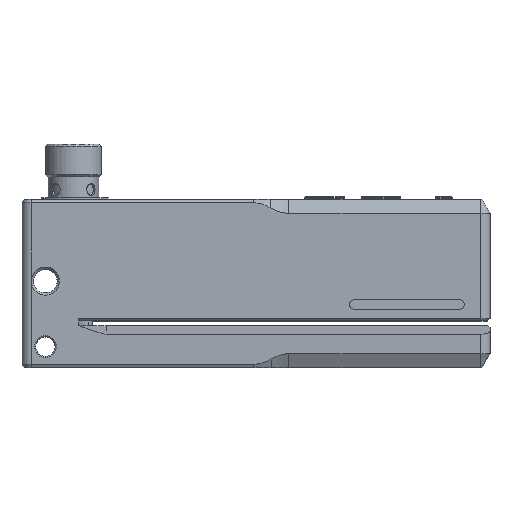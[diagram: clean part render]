
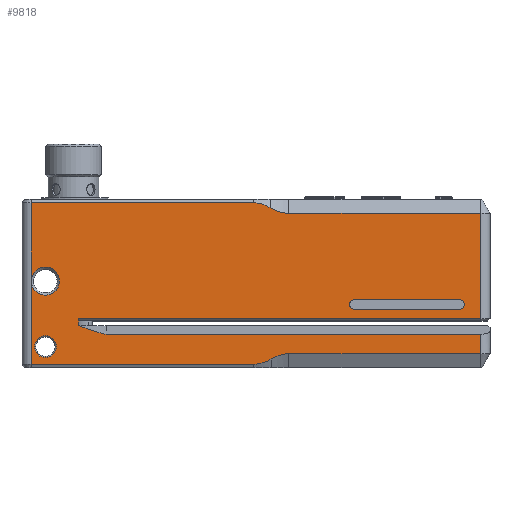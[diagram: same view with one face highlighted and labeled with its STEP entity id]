
A CAD part, top view. The second image highlights one B-rep face of the part: STEP entity #9818.
In plain terms, the highlighted planar face has unit normal (0, 0, 1).
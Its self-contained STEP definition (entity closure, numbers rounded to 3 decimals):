
#146=(
BOUNDED_CURVE()
B_SPLINE_CURVE(2,(#14744,#14745,#14746),.UNSPECIFIED.,.F.,.F.)
B_SPLINE_CURVE_WITH_KNOTS((3,3),(0.619,1.238),
 .UNSPECIFIED.)
CURVE()
GEOMETRIC_REPRESENTATION_ITEM()
RATIONAL_B_SPLINE_CURVE((3.5,3.5,1.))
REPRESENTATION_ITEM('')
);
#148=ELLIPSE('',#10457,27.152,13.576);
#149=ELLIPSE('',#10458,23.973,11.986);
#150=ELLIPSE('',#10459,25.563,12.781);
#151=ELLIPSE('',#10460,25.563,12.781);
#399=CIRCLE('',#10417,3.);
#402=CIRCLE('',#10420,3.);
#413=CIRCLE('',#10441,1.);
#414=CIRCLE('',#10444,1.);
#419=CIRCLE('',#10461,2.317);
#754=FACE_BOUND('',#1517,.T.);
#755=FACE_BOUND('',#1518,.T.);
#936=FACE_OUTER_BOUND('',#1516,.T.);
#1516=EDGE_LOOP('',(#6781,#6782,#6783,#6784,#6785,#6786,#6787,#6788,#6789,
#6790,#6791,#6792,#6793,#6794,#6795,#6796,#6797,#6798,#6799,#6800));
#1517=EDGE_LOOP('',(#6801));
#1518=EDGE_LOOP('',(#6802,#6803,#6804,#6805));
#2259=LINE('',#14563,#3189);
#2263=LINE('',#14571,#3193);
#2274=LINE('',#14596,#3204);
#2293=LINE('',#14672,#3223);
#2297=LINE('',#14681,#3227);
#2310=LINE('',#14719,#3240);
#2313=LINE('',#14728,#3243);
#2314=LINE('',#14730,#3244);
#2315=LINE('',#14732,#3245);
#2316=LINE('',#14738,#3246);
#2317=LINE('',#14740,#3247);
#2318=LINE('',#14742,#3248);
#2319=LINE('',#14748,#3249);
#2320=LINE('',#14749,#3250);
#2321=LINE('',#14750,#3251);
#3189=VECTOR('',#11716,10.);
#3193=VECTOR('',#11722,10.);
#3204=VECTOR('',#11741,10.);
#3223=VECTOR('',#11822,10.);
#3227=VECTOR('',#11832,10.);
#3240=VECTOR('',#11871,10.);
#3243=VECTOR('',#11880,10.);
#3244=VECTOR('',#11881,10.);
#3245=VECTOR('',#11882,10.);
#3246=VECTOR('',#11887,10.);
#3247=VECTOR('',#11888,10.);
#3248=VECTOR('',#11889,10.);
#3249=VECTOR('',#11890,10.);
#3250=VECTOR('',#11891,10.);
#3251=VECTOR('',#11892,10.);
#4042=VERTEX_POINT('',#14560);
#4043=VERTEX_POINT('',#14562);
#4046=VERTEX_POINT('',#14570);
#4055=VERTEX_POINT('',#14593);
#4061=VERTEX_POINT('',#14614);
#4062=VERTEX_POINT('',#14615);
#4081=VERTEX_POINT('',#14670);
#4082=VERTEX_POINT('',#14671);
#4083=VERTEX_POINT('',#14676);
#4084=VERTEX_POINT('',#14680);
#4095=VERTEX_POINT('',#14716);
#4096=VERTEX_POINT('',#14718);
#4098=VERTEX_POINT('',#14724);
#4099=VERTEX_POINT('',#14725);
#4100=VERTEX_POINT('',#14729);
#4101=VERTEX_POINT('',#14731);
#4102=VERTEX_POINT('',#14733);
#4103=VERTEX_POINT('',#14735);
#4104=VERTEX_POINT('',#14737);
#4105=VERTEX_POINT('',#14739);
#4106=VERTEX_POINT('',#14741);
#4107=VERTEX_POINT('',#14743);
#4108=VERTEX_POINT('',#14747);
#4109=VERTEX_POINT('',#14751);
#5006=EDGE_CURVE('',#4042,#4043,#2259,.T.);
#5010=EDGE_CURVE('',#4043,#4046,#2263,.T.);
#5022=EDGE_CURVE('',#4055,#4042,#2274,.T.);
#5032=EDGE_CURVE('',#4061,#4062,#399,.T.);
#5036=EDGE_CURVE('',#4062,#4061,#402,.T.);
#5059=EDGE_CURVE('',#4081,#4082,#2293,.T.);
#5062=EDGE_CURVE('',#4082,#4083,#413,.T.);
#5064=EDGE_CURVE('',#4083,#4084,#2297,.T.);
#5066=EDGE_CURVE('',#4084,#4081,#414,.T.);
#5082=EDGE_CURVE('',#4096,#4095,#2310,.T.);
#5085=EDGE_CURVE('',#4098,#4099,#148,.T.);
#5086=EDGE_CURVE('',#4096,#4099,#149,.T.);
#5087=EDGE_CURVE('',#4061,#4095,#2313,.T.);
#5088=EDGE_CURVE('',#4100,#4061,#2314,.T.);
#5089=EDGE_CURVE('',#4100,#4101,#2315,.T.);
#5090=EDGE_CURVE('',#4101,#4102,#150,.T.);
#5091=EDGE_CURVE('',#4102,#4103,#151,.T.);
#5092=EDGE_CURVE('',#4103,#4104,#2316,.T.);
#5093=EDGE_CURVE('',#4105,#4104,#2317,.T.);
#5094=EDGE_CURVE('',#4106,#4105,#2318,.T.);
#5095=EDGE_CURVE('',#4106,#4107,#146,.T.);
#5096=EDGE_CURVE('',#4107,#4108,#2319,.T.);
#5097=EDGE_CURVE('',#4108,#4046,#2320,.T.);
#5098=EDGE_CURVE('',#4055,#4098,#2321,.T.);
#5099=EDGE_CURVE('',#4109,#4109,#419,.T.);
#6781=ORIENTED_EDGE('',*,*,#5085,.T.);
#6782=ORIENTED_EDGE('',*,*,#5086,.F.);
#6783=ORIENTED_EDGE('',*,*,#5082,.T.);
#6784=ORIENTED_EDGE('',*,*,#5087,.F.);
#6785=ORIENTED_EDGE('',*,*,#5036,.F.);
#6786=ORIENTED_EDGE('',*,*,#5032,.F.);
#6787=ORIENTED_EDGE('',*,*,#5088,.F.);
#6788=ORIENTED_EDGE('',*,*,#5089,.T.);
#6789=ORIENTED_EDGE('',*,*,#5090,.T.);
#6790=ORIENTED_EDGE('',*,*,#5091,.T.);
#6791=ORIENTED_EDGE('',*,*,#5092,.T.);
#6792=ORIENTED_EDGE('',*,*,#5093,.F.);
#6793=ORIENTED_EDGE('',*,*,#5094,.F.);
#6794=ORIENTED_EDGE('',*,*,#5095,.T.);
#6795=ORIENTED_EDGE('',*,*,#5096,.T.);
#6796=ORIENTED_EDGE('',*,*,#5097,.T.);
#6797=ORIENTED_EDGE('',*,*,#5010,.F.);
#6798=ORIENTED_EDGE('',*,*,#5006,.F.);
#6799=ORIENTED_EDGE('',*,*,#5022,.F.);
#6800=ORIENTED_EDGE('',*,*,#5098,.T.);
#6801=ORIENTED_EDGE('',*,*,#5099,.F.);
#6802=ORIENTED_EDGE('',*,*,#5066,.T.);
#6803=ORIENTED_EDGE('',*,*,#5059,.T.);
#6804=ORIENTED_EDGE('',*,*,#5062,.T.);
#6805=ORIENTED_EDGE('',*,*,#5064,.T.);
#8994=PLANE('',#10456);
#9818=ADVANCED_FACE('',(#936,#754,#755),#8994,.T.);
#10417=AXIS2_PLACEMENT_3D('',#14616,#11763,#11764);
#10420=AXIS2_PLACEMENT_3D('',#14622,#11770,#11771);
#10441=AXIS2_PLACEMENT_3D('',#14677,#11827,#11828);
#10444=AXIS2_PLACEMENT_3D('',#14684,#11836,#11837);
#10456=AXIS2_PLACEMENT_3D('',#14723,#11874,#11875);
#10457=AXIS2_PLACEMENT_3D('',#14726,#11876,#11877);
#10458=AXIS2_PLACEMENT_3D('',#14727,#11878,#11879);
#10459=AXIS2_PLACEMENT_3D('',#14734,#11883,#11884);
#10460=AXIS2_PLACEMENT_3D('',#14736,#11885,#11886);
#10461=AXIS2_PLACEMENT_3D('',#14752,#11893,#11894);
#11716=DIRECTION('',(-1.,0.,0.));
#11722=DIRECTION('',(0.,-1.,0.));
#11741=DIRECTION('',(0.,-1.,0.));
#11763=DIRECTION('center_axis',(0.,0.,1.));
#11764=DIRECTION('ref_axis',(-1.,0.,0.));
#11770=DIRECTION('center_axis',(0.,0.,1.));
#11771=DIRECTION('ref_axis',(-1.,0.,0.));
#11822=DIRECTION('',(-1.,0.,0.));
#11827=DIRECTION('center_axis',(0.,0.,-1.));
#11828=DIRECTION('ref_axis',(1.,0.,0.));
#11832=DIRECTION('',(1.,0.,0.));
#11836=DIRECTION('center_axis',(0.,0.,-1.));
#11837=DIRECTION('ref_axis',(1.,0.,0.));
#11871=DIRECTION('',(-1.,0.,0.));
#11874=DIRECTION('center_axis',(0.,0.,1.));
#11875=DIRECTION('ref_axis',(1.,0.,0.));
#11876=DIRECTION('center_axis',(0.,0.,-1.));
#11877=DIRECTION('ref_axis',(0.,-1.,0.));
#11878=DIRECTION('center_axis',(0.,0.,-1.));
#11879=DIRECTION('ref_axis',(0.,1.,0.));
#11880=DIRECTION('',(0.,1.,0.));
#11881=DIRECTION('',(0.,1.,0.));
#11882=DIRECTION('',(1.,0.,0.));
#11883=DIRECTION('center_axis',(0.,0.,
1.));
#11884=DIRECTION('ref_axis',(0.,-1.,0.));
#11885=DIRECTION('center_axis',(0.,0.,
-1.));
#11886=DIRECTION('ref_axis',(0.,1.,0.));
#11887=DIRECTION('',(1.,0.,0.));
#11888=DIRECTION('',(0.,-1.,0.));
#11889=DIRECTION('',(1.,0.,0.));
#11890=DIRECTION('',(0.,1.,0.));
#11891=DIRECTION('',(1.,0.,0.));
#11892=DIRECTION('',(-1.,0.,0.));
#11893=DIRECTION('center_axis',(0.,0.,
1.));
#11894=DIRECTION('ref_axis',(-1.,0.,0.));
#14560=CARTESIAN_POINT('',(48.,-12.5,0.));
#14562=CARTESIAN_POINT('',(-37.9,-12.5,0.));
#14563=CARTESIAN_POINT('',(25.,-12.5,0.));
#14570=CARTESIAN_POINT('',(-37.9,-13.,0.));
#14571=CARTESIAN_POINT('',(-37.9,-6.5,0.));
#14593=CARTESIAN_POINT('',(48.,10.,0.));
#14596=CARTESIAN_POINT('',(48.,6.5,0.));
#14614=CARTESIAN_POINT('',(-48.,-4.5,0.));
#14615=CARTESIAN_POINT('',(-42.,-4.5,0.));
#14616=CARTESIAN_POINT('Origin',(-45.,-4.5,0.));
#14622=CARTESIAN_POINT('Origin',(-45.,-4.5,0.));
#14670=CARTESIAN_POINT('',(43.5,-10.5,0.));
#14671=CARTESIAN_POINT('',(21.,-10.5,0.));
#14672=CARTESIAN_POINT('',(21.75,-10.5,0.));
#14676=CARTESIAN_POINT('',(21.,-8.5,0.));
#14677=CARTESIAN_POINT('Origin',(21.,-9.5,0.));
#14680=CARTESIAN_POINT('',(43.5,-8.5,0.));
#14681=CARTESIAN_POINT('',(10.5,-8.5,0.));
#14684=CARTESIAN_POINT('Origin',(43.5,-9.5,0.));
#14716=CARTESIAN_POINT('',(-48.,12.25,0.));
#14718=CARTESIAN_POINT('',(-0.5,12.25,0.));
#14719=CARTESIAN_POINT('',(-25.,12.25,0.));
#14723=CARTESIAN_POINT('Origin',(0.,0.,
0.));
#14724=CARTESIAN_POINT('',(7.,10.,0.));
#14725=CARTESIAN_POINT('',(3.017,11.195,0.));
#14726=CARTESIAN_POINT('Origin',(7.,37.152,0.));
#14727=CARTESIAN_POINT('Origin',(-0.5,-11.723,0.));
#14728=CARTESIAN_POINT('',(-48.,-6.5,0.));
#14729=CARTESIAN_POINT('',(-48.,-22.25,0.));
#14730=CARTESIAN_POINT('',(-48.,-20.5,0.));
#14731=CARTESIAN_POINT('',(-0.5,-22.25,0.));
#14732=CARTESIAN_POINT('',(-25.,-22.25,0.));
#14733=CARTESIAN_POINT('',(3.25,-21.125,0.));
#14734=CARTESIAN_POINT('Origin',(-0.5,3.313,0.));
#14735=CARTESIAN_POINT('',(7.,-20.,0.));
#14736=CARTESIAN_POINT('Origin',(7.,-45.563,0.));
#14737=CARTESIAN_POINT('',(48.,-20.,0.));
#14738=CARTESIAN_POINT('',(25.,-20.,0.));
#14739=CARTESIAN_POINT('',(48.,-15.82,0.));
#14740=CARTESIAN_POINT('',(48.,-15.5,0.));
#14741=CARTESIAN_POINT('',(-32.,-15.82,0.));
#14742=CARTESIAN_POINT('',(3.75,-15.82,0.));
#14743=CARTESIAN_POINT('',(-37.916,-14.,0.));
#14744=CARTESIAN_POINT('Ctrl Pts',(-32.,-15.82,0.));
#14745=CARTESIAN_POINT('Ctrl Pts',(-32.845,-15.82,0.));
#14746=CARTESIAN_POINT('Ctrl Pts',(-37.916,-14.,0.));
#14747=CARTESIAN_POINT('',(-37.916,-13.,0.));
#14748=CARTESIAN_POINT('',(-37.916,-12.501,0.));
#14749=CARTESIAN_POINT('',(-50.,-13.,0.));
#14750=CARTESIAN_POINT('',(25.,10.,0.));
#14751=CARTESIAN_POINT('',(-42.683,-18.5,0.));
#14752=CARTESIAN_POINT('Origin',(-45.,-18.5,0.));
